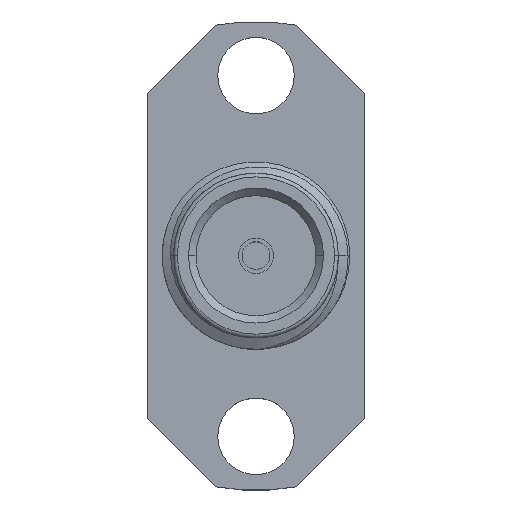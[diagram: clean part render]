
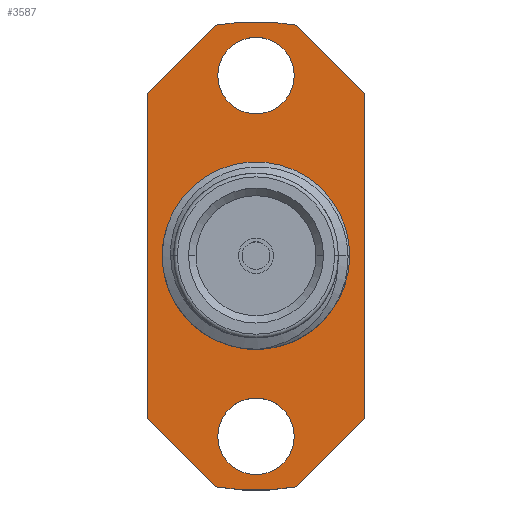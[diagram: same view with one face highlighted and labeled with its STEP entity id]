
A CAD part, top view. The second image highlights one B-rep face of the part: STEP entity #3587.
In plain terms, the highlighted planar face has unit normal (0, 0, 1).
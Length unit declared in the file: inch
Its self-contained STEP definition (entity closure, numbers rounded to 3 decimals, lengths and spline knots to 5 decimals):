
#13 = EDGE_LOOP ( 'NONE', ( #1793, #1486, #4491, #207, #5214, #4108, #2822, #3361 ) ) ;
#125 = DIRECTION ( 'NONE',  ( -1., 0., 0. ) ) ;
#180 = DIRECTION ( 'NONE',  ( 0., 0., 1. ) ) ;
#189 = CARTESIAN_POINT ( 'NONE',  ( 0.05403, -0.30779, 0.068 ) ) ;
#207 = ORIENTED_EDGE ( 'NONE', *, *, #3625, .T. ) ;
#233 = DIRECTION ( 'NONE',  ( 0., 0., 1. ) ) ;
#250 = VECTOR ( 'NONE', #4244, 39.37008 ) ;
#266 = DIRECTION ( 'NONE',  ( -0.707, 0.707, 0. ) ) ;
#309 = VECTOR ( 'NONE', #2128, 39.37008 ) ;
#321 = AXIS2_PLACEMENT_3D ( 'NONE', #2601, #3405, #125 ) ;
#372 = CIRCLE ( 'NONE', #1023, 0.3125 ) ;
#376 = FACE_BOUND ( 'NONE', #4321, .T. ) ;
#541 = VERTEX_POINT ( 'NONE', #189 ) ;
#673 = CARTESIAN_POINT ( 'NONE',  ( 0., 0., 0.068 ) ) ;
#679 = DIRECTION ( 'NONE',  ( 1., 0., 0. ) ) ;
#730 = EDGE_CURVE ( 'NONE', #3276, #5292, #1468, .T. ) ;
#977 = CIRCLE ( 'NONE', #3667, 0.051 ) ;
#1023 = AXIS2_PLACEMENT_3D ( 'NONE', #3507, #3541, #3110 ) ;
#1030 = LINE ( 'NONE', #5180, #3825 ) ;
#1073 = CARTESIAN_POINT ( 'NONE',  ( 0., 0.2405, 0.068 ) ) ;
#1084 = CIRCLE ( 'NONE', #5289, 0.3125 ) ;
#1094 = DIRECTION ( 'NONE',  ( 0., 0., 1. ) ) ;
#1144 = CIRCLE ( 'NONE', #5253, 0.051 ) ;
#1236 = EDGE_CURVE ( 'NONE', #1363, #4949, #4930, .T. ) ;
#1261 = CARTESIAN_POINT ( 'NONE',  ( 0.051, -0.2405, 0.068 ) ) ;
#1272 = CARTESIAN_POINT ( 'NONE',  ( -0.11989, 0., 0.068 ) ) ;
#1363 = VERTEX_POINT ( 'NONE', #4541 ) ;
#1426 = CARTESIAN_POINT ( 'NONE',  ( 0., 0., 0.068 ) ) ;
#1468 = LINE ( 'NONE', #5302, #2559 ) ;
#1486 = ORIENTED_EDGE ( 'NONE', *, *, #730, .T. ) ;
#1511 = DIRECTION ( 'NONE',  ( 0., 0., 1. ) ) ;
#1541 = DIRECTION ( 'NONE',  ( -1., 0., 0. ) ) ;
#1571 = CIRCLE ( 'NONE', #2042, 0.11989 ) ;
#1680 = CARTESIAN_POINT ( 'NONE',  ( 0.11989, 0., 0.068 ) ) ;
#1714 = CARTESIAN_POINT ( 'NONE',  ( 0.145, -0.3125, 0.068 ) ) ;
#1739 = VERTEX_POINT ( 'NONE', #1272 ) ;
#1781 = ORIENTED_EDGE ( 'NONE', *, *, #3067, .F. ) ;
#1793 = ORIENTED_EDGE ( 'NONE', *, *, #4713, .T. ) ;
#1986 = CARTESIAN_POINT ( 'NONE',  ( 0., 0.2405, 0.068 ) ) ;
#2042 = AXIS2_PLACEMENT_3D ( 'NONE', #5193, #5210, #1541 ) ;
#2070 = CARTESIAN_POINT ( 'NONE',  ( -0.05403, -0.30779, 0.068 ) ) ;
#2128 = DIRECTION ( 'NONE',  ( 0., -1., 0. ) ) ;
#2247 = DIRECTION ( 'NONE',  ( 0., 0., -1. ) ) ;
#2287 = DIRECTION ( 'NONE',  ( -0.707, -0.707, 0. ) ) ;
#2322 = CARTESIAN_POINT ( 'NONE',  ( 0.145, -0.21682, 0.068 ) ) ;
#2374 = VERTEX_POINT ( 'NONE', #5060 ) ;
#2429 = ORIENTED_EDGE ( 'NONE', *, *, #3790, .F. ) ;
#2473 = FACE_BOUND ( 'NONE', #5201, .T. ) ;
#2559 = VECTOR ( 'NONE', #4915, 39.37008 ) ;
#2567 = PLANE ( 'NONE',  #321 ) ;
#2601 = CARTESIAN_POINT ( 'NONE',  ( 0., 0., 0.068 ) ) ;
#2611 = LINE ( 'NONE', #3424, #250 ) ;
#2673 = VERTEX_POINT ( 'NONE', #1680 ) ;
#2781 = EDGE_CURVE ( 'NONE', #1739, #2673, #3252, .T. ) ;
#2822 = ORIENTED_EDGE ( 'NONE', *, *, #4545, .T. ) ;
#2862 = CIRCLE ( 'NONE', #4598, 0.051 ) ;
#2927 = CARTESIAN_POINT ( 'NONE',  ( -0.145, -0.3125, 0.068 ) ) ;
#3001 = EDGE_CURVE ( 'NONE', #5072, #1363, #4608, .T. ) ;
#3050 = ORIENTED_EDGE ( 'NONE', *, *, #4515, .F. ) ;
#3067 = EDGE_CURVE ( 'NONE', #5040, #2374, #1144, .T. ) ;
#3087 = DIRECTION ( 'NONE',  ( 1., 0., 0. ) ) ;
#3110 = DIRECTION ( 'NONE',  ( 1., 0., 0. ) ) ;
#3139 = EDGE_CURVE ( 'NONE', #2673, #1739, #1571, .T. ) ;
#3206 = CARTESIAN_POINT ( 'NONE',  ( 0.051, 0.2405, 0.068 ) ) ;
#3247 = DIRECTION ( 'NONE',  ( 1., 0., 0. ) ) ;
#3252 = CIRCLE ( 'NONE', #4265, 0.11989 ) ;
#3276 = VERTEX_POINT ( 'NONE', #3305 ) ;
#3305 = CARTESIAN_POINT ( 'NONE',  ( -0.145, -0.21682, 0.068 ) ) ;
#3350 = VERTEX_POINT ( 'NONE', #1261 ) ;
#3361 = ORIENTED_EDGE ( 'NONE', *, *, #4908, .T. ) ;
#3405 = DIRECTION ( 'NONE',  ( 0., 0., -1. ) ) ;
#3407 = VERTEX_POINT ( 'NONE', #4778 ) ;
#3417 = EDGE_CURVE ( 'NONE', #3407, #3350, #4156, .T. ) ;
#3424 = CARTESIAN_POINT ( 'NONE',  ( 0.05403, -0.30779, 0.068 ) ) ;
#3432 = ORIENTED_EDGE ( 'NONE', *, *, #3139, .T. ) ;
#3438 = CARTESIAN_POINT ( 'NONE',  ( -0.145, 0.21682, 0.068 ) ) ;
#3459 = FACE_OUTER_BOUND ( 'NONE', #13, .T. ) ;
#3488 = ORIENTED_EDGE ( 'NONE', *, *, #2781, .T. ) ;
#3507 = CARTESIAN_POINT ( 'NONE',  ( 0., 0., 0.068 ) ) ;
#3520 = FACE_BOUND ( 'NONE', #3987, .T. ) ;
#3541 = DIRECTION ( 'NONE',  ( 0., 0., 1. ) ) ;
#3587 = ADVANCED_FACE ( 'NONE', ( #376, #3520, #2473, #3459 ), #2567, .F. ) ;
#3622 = ORIENTED_EDGE ( 'NONE', *, *, #3417, .F. ) ;
#3625 = EDGE_CURVE ( 'NONE', #541, #5072, #2611, .T. ) ;
#3667 = AXIS2_PLACEMENT_3D ( 'NONE', #1073, #180, #679 ) ;
#3711 = DIRECTION ( 'NONE',  ( 0., 1., 0. ) ) ;
#3790 = EDGE_CURVE ( 'NONE', #2374, #5040, #977, .T. ) ;
#3825 = VECTOR ( 'NONE', #2287, 39.37008 ) ;
#3859 = VERTEX_POINT ( 'NONE', #4706 ) ;
#3943 = DIRECTION ( 'NONE',  ( 1., 0., 0. ) ) ;
#3955 = CARTESIAN_POINT ( 'NONE',  ( 0., -0.2405, 0.068 ) ) ;
#3987 = EDGE_LOOP ( 'NONE', ( #1781, #2429 ) ) ;
#4108 = ORIENTED_EDGE ( 'NONE', *, *, #1236, .T. ) ;
#4156 = CIRCLE ( 'NONE', #4198, 0.051 ) ;
#4198 = AXIS2_PLACEMENT_3D ( 'NONE', #3955, #1511, #4427 ) ;
#4244 = DIRECTION ( 'NONE',  ( 0.707, 0.707, 0. ) ) ;
#4265 = AXIS2_PLACEMENT_3D ( 'NONE', #1426, #2247, #5123 ) ;
#4316 = VERTEX_POINT ( 'NONE', #3438 ) ;
#4321 = EDGE_LOOP ( 'NONE', ( #3488, #3432 ) ) ;
#4346 = LINE ( 'NONE', #2927, #309 ) ;
#4427 = DIRECTION ( 'NONE',  ( 1., 0., 0. ) ) ;
#4491 = ORIENTED_EDGE ( 'NONE', *, *, #4850, .T. ) ;
#4515 = EDGE_CURVE ( 'NONE', #3350, #3407, #2862, .T. ) ;
#4541 = CARTESIAN_POINT ( 'NONE',  ( 0.145, 0.21682, 0.068 ) ) ;
#4545 = EDGE_CURVE ( 'NONE', #4949, #3859, #372, .T. ) ;
#4598 = AXIS2_PLACEMENT_3D ( 'NONE', #4731, #233, #3087 ) ;
#4608 = LINE ( 'NONE', #1714, #5247 ) ;
#4706 = CARTESIAN_POINT ( 'NONE',  ( -0.05403, 0.30779, 0.068 ) ) ;
#4713 = EDGE_CURVE ( 'NONE', #4316, #3276, #4346, .T. ) ;
#4731 = CARTESIAN_POINT ( 'NONE',  ( 0., -0.2405, 0.068 ) ) ;
#4778 = CARTESIAN_POINT ( 'NONE',  ( -0.051, -0.2405, 0.068 ) ) ;
#4792 = CARTESIAN_POINT ( 'NONE',  ( 0.05403, 0.30779, 0.068 ) ) ;
#4806 = VECTOR ( 'NONE', #266, 39.37008 ) ;
#4850 = EDGE_CURVE ( 'NONE', #5292, #541, #1084, .T. ) ;
#4859 = DIRECTION ( 'NONE',  ( 0., 0., 1. ) ) ;
#4908 = EDGE_CURVE ( 'NONE', #3859, #4316, #1030, .T. ) ;
#4915 = DIRECTION ( 'NONE',  ( 0.707, -0.707, 0. ) ) ;
#4930 = LINE ( 'NONE', #4792, #4806 ) ;
#4949 = VERTEX_POINT ( 'NONE', #5218 ) ;
#5040 = VERTEX_POINT ( 'NONE', #3206 ) ;
#5060 = CARTESIAN_POINT ( 'NONE',  ( -0.051, 0.2405, 0.068 ) ) ;
#5072 = VERTEX_POINT ( 'NONE', #2322 ) ;
#5123 = DIRECTION ( 'NONE',  ( -1., 0., 0. ) ) ;
#5180 = CARTESIAN_POINT ( 'NONE',  ( -0.05403, 0.30779, 0.068 ) ) ;
#5193 = CARTESIAN_POINT ( 'NONE',  ( 0., 0., 0.068 ) ) ;
#5201 = EDGE_LOOP ( 'NONE', ( #3050, #3622 ) ) ;
#5210 = DIRECTION ( 'NONE',  ( 0., 0., -1. ) ) ;
#5214 = ORIENTED_EDGE ( 'NONE', *, *, #3001, .T. ) ;
#5218 = CARTESIAN_POINT ( 'NONE',  ( 0.05403, 0.30779, 0.068 ) ) ;
#5247 = VECTOR ( 'NONE', #3711, 39.37008 ) ;
#5253 = AXIS2_PLACEMENT_3D ( 'NONE', #1986, #4859, #3247 ) ;
#5289 = AXIS2_PLACEMENT_3D ( 'NONE', #673, #1094, #3943 ) ;
#5292 = VERTEX_POINT ( 'NONE', #2070 ) ;
#5302 = CARTESIAN_POINT ( 'NONE',  ( -0.05403, -0.30779, 0.068 ) ) ;
